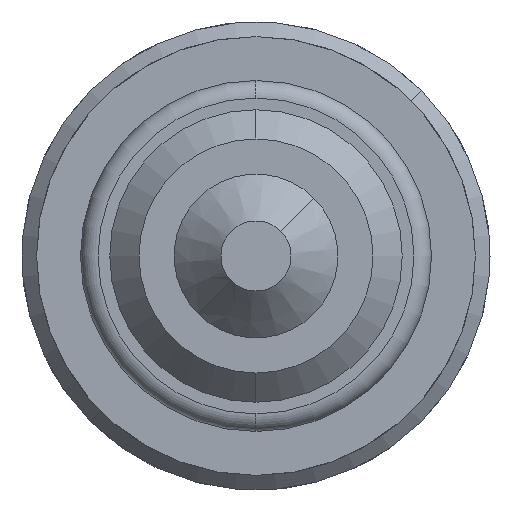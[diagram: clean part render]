
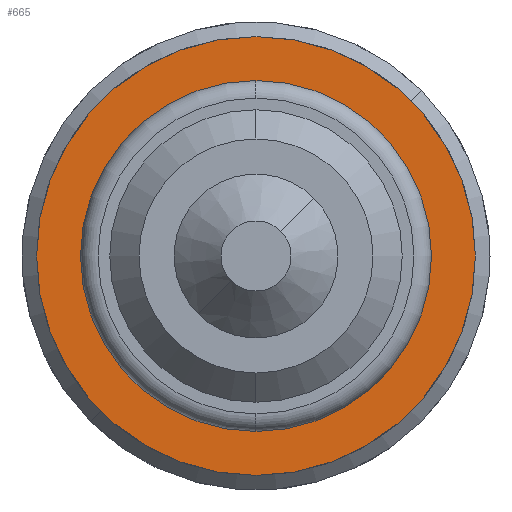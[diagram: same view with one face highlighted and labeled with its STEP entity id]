
A CAD part, front view. The second image highlights one B-rep face of the part: STEP entity #665.
In plain terms, the highlighted planar face has unit normal (0, -1, 0).
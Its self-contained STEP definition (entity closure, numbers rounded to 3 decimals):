
#48 = EDGE_LOOP ( 'NONE', ( #435, #1993 ) ) ;
#60 = DIRECTION ( 'NONE',  ( 0., 0., -1. ) ) ;
#423 = DIRECTION ( 'NONE',  ( 0., 0., -1. ) ) ;
#435 = ORIENTED_EDGE ( 'NONE', *, *, #3328, .F. ) ;
#520 = ORIENTED_EDGE ( 'NONE', *, *, #885, .T. ) ;
#665 = ADVANCED_FACE ( 'Defeature ausgef�hrt2_5', ( #1278, #2638 ), #763, .T. ) ;
#706 = VERTEX_POINT ( 'NONE', #2312 ) ;
#724 = CARTESIAN_POINT ( 'NONE',  ( 0., 20., 0. ) ) ;
#735 = DIRECTION ( 'NONE',  ( 0., 0., -1. ) ) ;
#763 = PLANE ( 'NONE',  #1132 ) ;
#885 = EDGE_CURVE ( 'Defeature ausgef�hrt2_5+Defeature ausgef�hrt2_6+Defeature ausgef�hrt2_6+Defeature ausgef�hrt2_6', #2525, #706, #2413, .T. ) ;
#1072 = VERTEX_POINT ( 'NONE', #4223 ) ;
#1074 = DIRECTION ( 'NONE',  ( 0., -1., 0. ) ) ;
#1124 = ORIENTED_EDGE ( 'NONE', *, *, #2041, .T. ) ;
#1132 = AXIS2_PLACEMENT_3D ( 'NONE', #4228, #2126, #423 ) ;
#1180 = CIRCLE ( 'NONE', #2208, 1.875 ) ;
#1219 = VERTEX_POINT ( 'NONE', #4126 ) ;
#1278 = FACE_OUTER_BOUND ( 'NONE', #2926, .T. ) ;
#1471 = CARTESIAN_POINT ( 'NONE',  ( 0., 20., 0. ) ) ;
#1666 = AXIS2_PLACEMENT_3D ( 'NONE', #3895, #4259, #60 ) ;
#1775 = DIRECTION ( 'NONE',  ( 0., -1., 0. ) ) ;
#1914 = AXIS2_PLACEMENT_3D ( 'NONE', #1471, #3122, #3843 ) ;
#1942 = CIRCLE ( 'NONE', #2784, 1.5 ) ;
#1993 = ORIENTED_EDGE ( 'NONE', *, *, #2831, .F. ) ;
#2041 = EDGE_CURVE ( 'Defeature ausgef�hrt2_5+Defeature ausgef�hrt2_6+Defeature ausgef�hrt2_6+Defeature ausgef�hrt2_6', #706, #2525, #1180, .T. ) ;
#2126 = DIRECTION ( 'NONE',  ( 0., -1., 0. ) ) ;
#2208 = AXIS2_PLACEMENT_3D ( 'NONE', #3505, #1775, #735 ) ;
#2312 = CARTESIAN_POINT ( 'NONE',  ( 0., 20., -1.875 ) ) ;
#2334 = CARTESIAN_POINT ( 'NONE',  ( 0., 20., 1.875 ) ) ;
#2413 = CIRCLE ( 'NONE', #1666, 1.875 ) ;
#2525 = VERTEX_POINT ( 'NONE', #2334 ) ;
#2638 = FACE_BOUND ( 'NONE', #48, .T. ) ;
#2784 = AXIS2_PLACEMENT_3D ( 'NONE', #724, #1074, #2869 ) ;
#2831 = EDGE_CURVE ( 'Defeature ausgef�hrt2_4+Defeature ausgef�hrt2_5+Defeature ausgef�hrt2_5+Defeature ausgef�hrt2_5', #1219, #1072, #1942, .T. ) ;
#2869 = DIRECTION ( 'NONE',  ( 0., 0., -1. ) ) ;
#2926 = EDGE_LOOP ( 'NONE', ( #1124, #520 ) ) ;
#3036 = CIRCLE ( 'NONE', #1914, 1.5 ) ;
#3122 = DIRECTION ( 'NONE',  ( 0., -1., 0. ) ) ;
#3328 = EDGE_CURVE ( 'Defeature ausgef�hrt2_4+Defeature ausgef�hrt2_5+Defeature ausgef�hrt2_5+Defeature ausgef�hrt2_5', #1072, #1219, #3036, .T. ) ;
#3505 = CARTESIAN_POINT ( 'NONE',  ( 0., 20., 0. ) ) ;
#3843 = DIRECTION ( 'NONE',  ( 0., 0., -1. ) ) ;
#3895 = CARTESIAN_POINT ( 'NONE',  ( 0., 20., 0. ) ) ;
#4126 = CARTESIAN_POINT ( 'NONE',  ( 0., 20., 1.5 ) ) ;
#4223 = CARTESIAN_POINT ( 'NONE',  ( 0., 20., -1.5 ) ) ;
#4228 = CARTESIAN_POINT ( 'NONE',  ( 1.5, 20., 0. ) ) ;
#4259 = DIRECTION ( 'NONE',  ( 0., -1., 0. ) ) ;
